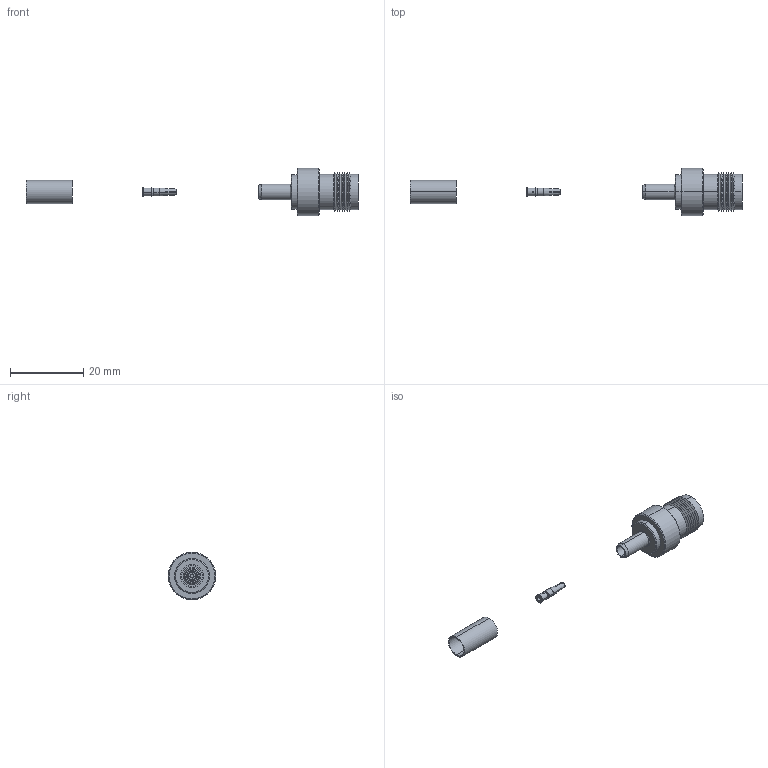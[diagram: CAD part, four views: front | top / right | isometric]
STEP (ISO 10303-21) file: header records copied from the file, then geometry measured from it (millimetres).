
FILE_DESCRIPTION (( 'STEP AP214' ), '1' );
FILE_NAME ('BAC553.STEP', '2019-02-04T18:21:54', ( '' ), ( '' ), 'SwSTEP 2.0', 'SolidWorks 2017', '' );
FILE_SCHEMA (( 'AUTOMOTIVE_DESIGN' ));
Length unit declared in the file: inch
Products named in the file (4): BAC553; BAC553-MA1; BAC553-MA2
Assembly tree (3 placements, depth 2):
  BAC553
    BAC553
    BAC553-MA1
    BAC553-MA2
Bounding box: 90.87 x 13 x 13 mm (x, y, z)
Volume: 1460.7 mm3; surface area: 2180 mm2
Topology: 3 solids, 3 shells, 111 faces, 240 edges, 144 vertices
Faces by surface type: cone 44, cylinder 36, plane 31
Entity records: 3713 total; most frequent: CARTESIAN_POINT 609, DIRECTION 586, ORIENTED_EDGE 480, AXIS2_PLACEMENT_3D 241, EDGE_CURVE 240, VERTEX_POINT 144, EDGE_LOOP 126, CIRCLE 124
